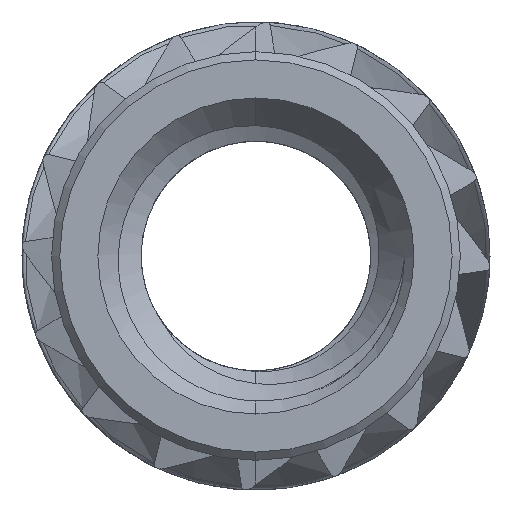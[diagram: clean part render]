
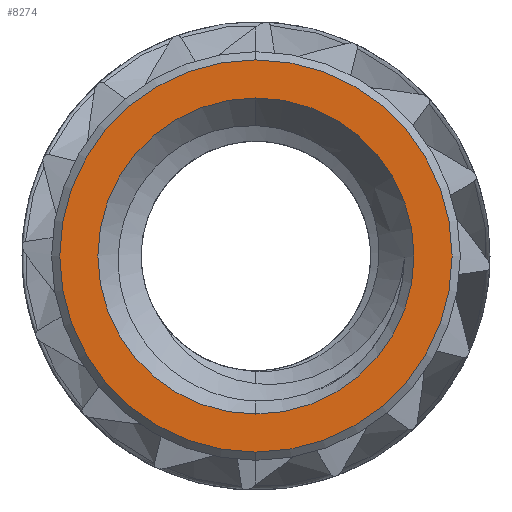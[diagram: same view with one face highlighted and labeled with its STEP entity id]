
A CAD part, front view. The second image highlights one B-rep face of the part: STEP entity #8274.
In plain terms, the highlighted planar face has unit normal (0, -1, 0).
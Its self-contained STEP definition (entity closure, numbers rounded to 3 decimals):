
#1549 = EDGE_CURVE ( 'NONE', #8742, #11469, #19194, .T. ) ;
#1615 = VERTEX_POINT ( 'NONE', #17485 ) ;
#1893 = CIRCLE ( 'NONE', #8810, 2.64 ) ;
#2135 = FACE_BOUND ( 'NONE', #13711, .T. ) ;
#2951 = ORIENTED_EDGE ( 'NONE', *, *, #1549, .T. ) ;
#4880 = DIRECTION ( 'NONE',  ( 0., 0., -1. ) ) ;
#4955 = CARTESIAN_POINT ( 'NONE',  ( 0., -4.1, 0. ) ) ;
#5225 = EDGE_CURVE ( 'NONE', #11469, #8742, #1893, .T. ) ;
#5335 = AXIS2_PLACEMENT_3D ( 'NONE', #13125, #13055, #21921 ) ;
#5701 = AXIS2_PLACEMENT_3D ( 'NONE', #4955, #22407, #13765 ) ;
#6284 = CARTESIAN_POINT ( 'NONE',  ( 0., -4.1, 0. ) ) ;
#7217 = AXIS2_PLACEMENT_3D ( 'NONE', #20642, #15348, #4880 ) ;
#7779 = ORIENTED_EDGE ( 'NONE', *, *, #9214, .F. ) ;
#8049 = DIRECTION ( 'NONE',  ( 0., 0., -1. ) ) ;
#8274 = ADVANCED_FACE ( 'NONE', ( #2135, #15525 ), #18475, .T. ) ;
#8742 = VERTEX_POINT ( 'NONE', #13182 ) ;
#8810 = AXIS2_PLACEMENT_3D ( 'NONE', #6284, #18539, #8049 ) ;
#9214 = EDGE_CURVE ( 'NONE', #1615, #11448, #12806, .T. ) ;
#9322 = ORIENTED_EDGE ( 'NONE', *, *, #17701, .F. ) ;
#10724 = CARTESIAN_POINT ( 'NONE',  ( 0., -4.1, 0. ) ) ;
#11448 = VERTEX_POINT ( 'NONE', #22319 ) ;
#11469 = VERTEX_POINT ( 'NONE', #22476 ) ;
#12806 = CIRCLE ( 'NONE', #17451, 2.127 ) ;
#13055 = DIRECTION ( 'NONE',  ( 0., -1., 0. ) ) ;
#13125 = CARTESIAN_POINT ( 'NONE',  ( 2.75, -4.1, 0. ) ) ;
#13132 = EDGE_LOOP ( 'NONE', ( #16908, #2951 ) ) ;
#13182 = CARTESIAN_POINT ( 'NONE',  ( 0., -4.1, -2.64 ) ) ;
#13711 = EDGE_LOOP ( 'NONE', ( #7779, #9322 ) ) ;
#13765 = DIRECTION ( 'NONE',  ( 0., 0., -1. ) ) ;
#13881 = DIRECTION ( 'NONE',  ( 0., -1., 0. ) ) ;
#14006 = CIRCLE ( 'NONE', #7217, 2.127 ) ;
#14115 = DIRECTION ( 'NONE',  ( 0., 0., -1. ) ) ;
#15348 = DIRECTION ( 'NONE',  ( 0., -1., 0. ) ) ;
#15525 = FACE_OUTER_BOUND ( 'NONE', #13132, .T. ) ;
#16908 = ORIENTED_EDGE ( 'NONE', *, *, #5225, .T. ) ;
#17451 = AXIS2_PLACEMENT_3D ( 'NONE', #10724, #13881, #14115 ) ;
#17485 = CARTESIAN_POINT ( 'NONE',  ( 0., -4.1, -2.127 ) ) ;
#17701 = EDGE_CURVE ( 'NONE', #11448, #1615, #14006, .T. ) ;
#18475 = PLANE ( 'NONE',  #5335 ) ;
#18539 = DIRECTION ( 'NONE',  ( 0., -1., 0. ) ) ;
#19194 = CIRCLE ( 'NONE', #5701, 2.64 ) ;
#20642 = CARTESIAN_POINT ( 'NONE',  ( 0., -4.1, 0. ) ) ;
#21921 = DIRECTION ( 'NONE',  ( 0., 0., -1. ) ) ;
#22319 = CARTESIAN_POINT ( 'NONE',  ( 0., -4.1, 2.127 ) ) ;
#22407 = DIRECTION ( 'NONE',  ( 0., -1., 0. ) ) ;
#22476 = CARTESIAN_POINT ( 'NONE',  ( 0., -4.1, 2.64 ) ) ;
